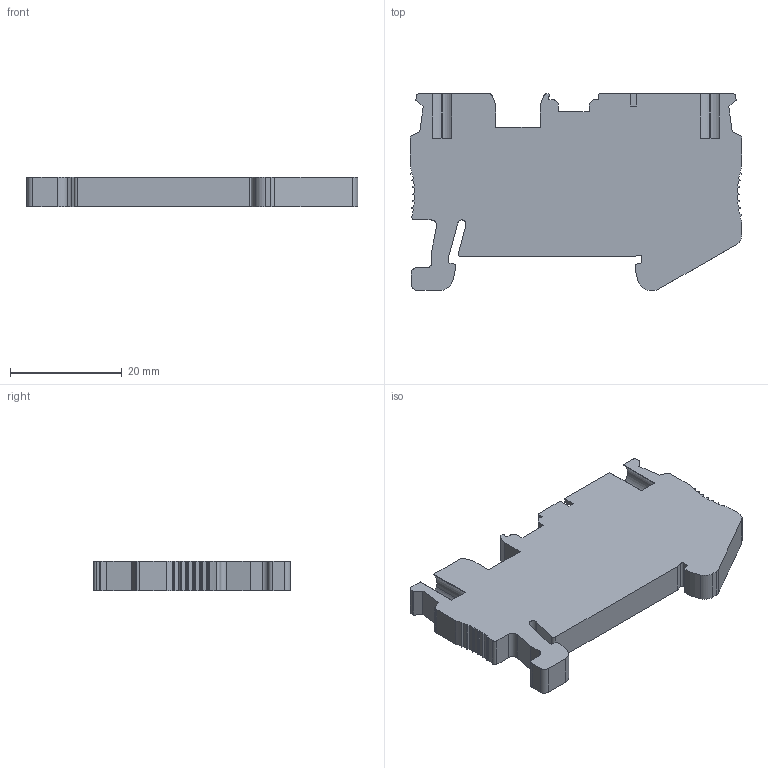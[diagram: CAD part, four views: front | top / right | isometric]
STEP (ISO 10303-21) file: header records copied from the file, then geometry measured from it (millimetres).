
FILE_DESCRIPTION((''),'2;1');
FILE_NAME('4','2023-11-01T',('Administrator'),(''),'PRO/ENGINEER BY PARAMETRIC TECHNOLOGY CORPORATION, 2013230','PRO/ENGINEER BY PARAMETRIC TECHNOLOGY CORPORATION, 2013230','');
FILE_SCHEMA(('CONFIG_CONTROL_DESIGN'));
Length unit declared in the file: millimetre
Products named in the file (1): 4
Bounding box: 59.4 x 35.2 x 5.2 mm (x, y, z)
Volume: 7704.9 mm3; surface area: 5387.1 mm2
Topology: 1 solids, 1 shells, 204 faces, 597 edges, 398 vertices
Faces by surface type: plane 136, cylinder 68
Entity records: 6803 total; most frequent: CARTESIAN_POINT 1211, ORIENTED_EDGE 1194, DIRECTION 1139, EDGE_CURVE 597, VECTOR 459, LINE 459, VERTEX_POINT 398, AXIS2_PLACEMENT_3D 340
